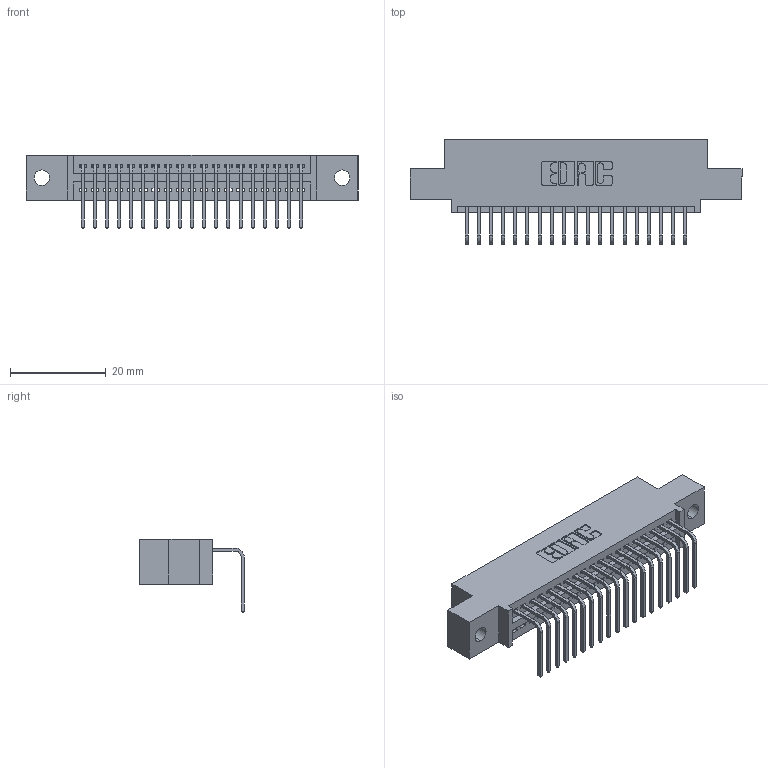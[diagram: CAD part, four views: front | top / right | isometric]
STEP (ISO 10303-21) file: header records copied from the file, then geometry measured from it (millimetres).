
FILE_DESCRIPTION (( 'STEP AP203' ), '1' );
FILE_NAME ('345-019-558-402.STEP', '2018-08-20T01:57:47', ( '' ), ( '' ), 'SwSTEP 2.0', 'SolidWorks 2016', '' );
FILE_SCHEMA (( 'CONFIG_CONTROL_DESIGN' ));
Length unit declared in the file: inch
Products named in the file (3): 345 Part_0.110 Offset - 0.128 Dia; 345-292-001_558 Tail - 2; 345-019-558-402
Assembly tree (20 placements, depth 2):
  345-019-558-402
    345 Part_0.110 Offset - 0.128 Dia
    345-292-001_558 Tail - 2  x19
Bounding box: 69.47 x 21.83 x 15.37 mm (x, y, z)
Volume: 6363.1 mm3; surface area: 8325.7 mm2
Topology: 20 solids, 20 shells, 1270 faces, 3811 edges, 2514 vertices
Faces by surface type: plane 882, cylinder 388
Entity records: 17615 total; most frequent: CARTESIAN_POINT 3061, ORIENTED_EDGE 3014, DIRECTION 2705, EDGE_CURVE 1507, LINE 1299, VECTOR 1299, VERTEX_POINT 1002, AXIS2_PLACEMENT_3D 703
